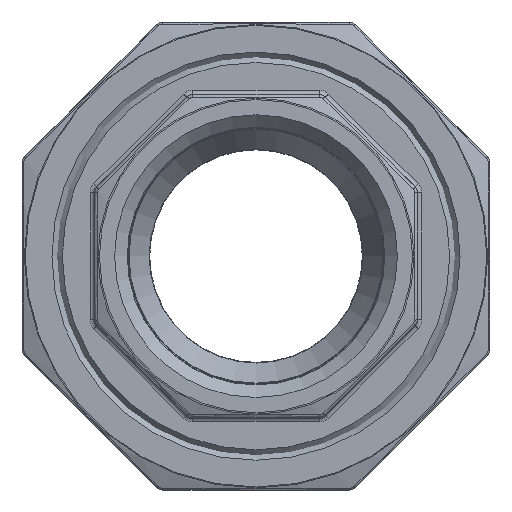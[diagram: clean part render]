
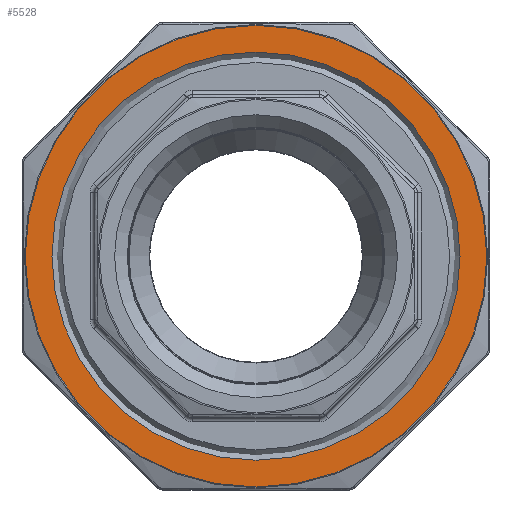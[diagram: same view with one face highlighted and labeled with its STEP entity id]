
A CAD part, left-side view. The second image highlights one B-rep face of the part: STEP entity #5528.
In plain terms, the highlighted planar face has unit normal (-1, 0, 0).
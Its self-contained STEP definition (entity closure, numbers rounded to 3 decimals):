
#170 = VERTEX_POINT ( 'NONE', #8614 ) ;
#806 = DIRECTION ( 'NONE',  ( -1., 0., 0. ) ) ;
#2612 = EDGE_LOOP ( 'NONE', ( #18186 ) ) ;
#4413 = VERTEX_POINT ( 'NONE', #16532 ) ;
#5299 = CIRCLE ( 'NONE', #16222, 27.147 ) ;
#5528 = ADVANCED_FACE ( 'NONE', ( #18097, #13385 ), #11725, .T. ) ;
#5987 = DIRECTION ( 'NONE',  ( 1., 0., 0. ) ) ;
#8614 = CARTESIAN_POINT ( 'NONE',  ( -11.5, 0., -24. ) ) ;
#9275 = DIRECTION ( 'NONE',  ( 0., 0., 1. ) ) ;
#9376 = EDGE_CURVE ( 'NONE', #4413, #4413, #5299, .T. ) ;
#10696 = DIRECTION ( 'NONE',  ( 0., 0., -1. ) ) ;
#10788 = CARTESIAN_POINT ( 'NONE',  ( -11.5, 0., 0. ) ) ;
#11725 = PLANE ( 'NONE',  #20316 ) ;
#12018 = ORIENTED_EDGE ( 'NONE', *, *, #9376, .T. ) ;
#13385 = FACE_BOUND ( 'NONE', #2612, .T. ) ;
#15044 = CARTESIAN_POINT ( 'NONE',  ( -11.5, 37.92, 0. ) ) ;
#15267 = DIRECTION ( 'NONE',  ( -1., 0., 0. ) ) ;
#16222 = AXIS2_PLACEMENT_3D ( 'NONE', #10788, #806, #9275 ) ;
#16496 = CIRCLE ( 'NONE', #18608, 24. ) ;
#16532 = CARTESIAN_POINT ( 'NONE',  ( -11.5, 0., 27.147 ) ) ;
#18097 = FACE_OUTER_BOUND ( 'NONE', #21193, .T. ) ;
#18186 = ORIENTED_EDGE ( 'NONE', *, *, #21426, .T. ) ;
#18608 = AXIS2_PLACEMENT_3D ( 'NONE', #19519, #5987, #10696 ) ;
#19519 = CARTESIAN_POINT ( 'NONE',  ( -11.5, 0., 0. ) ) ;
#19777 = DIRECTION ( 'NONE',  ( 0., 0., 1. ) ) ;
#20316 = AXIS2_PLACEMENT_3D ( 'NONE', #15044, #15267, #19777 ) ;
#21193 = EDGE_LOOP ( 'NONE', ( #12018 ) ) ;
#21426 = EDGE_CURVE ( 'NONE', #170, #170, #16496, .T. ) ;
